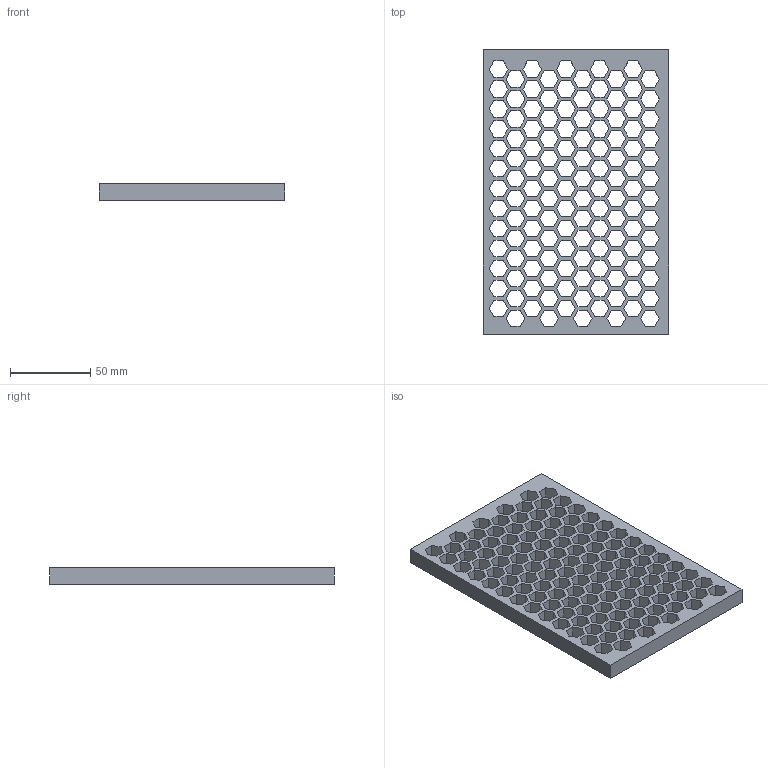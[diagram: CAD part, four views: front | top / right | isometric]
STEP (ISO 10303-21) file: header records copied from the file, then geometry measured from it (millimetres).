
FILE_DESCRIPTION(('FreeCAD Model'),'2;1');
FILE_NAME('Open CASCADE Shape Model','2025-04-27T03:53:19',('FreeCAD'),( 'FreeCAD'),'Open CASCADE STEP processor 7.6','FreeCAD','Unknown');
FILE_SCHEMA(('AUTOMOTIVE_DESIGN { 1 0 10303 214 1 1 1 1 }'));
Length unit declared in the file: millimetre
Products named in the file (1): Open CASCADE STEP translator 7.6 1
Bounding box: 115.65 x 177.12 x 10.16 mm (x, y, z)
Surface area: 70147.2 mm2 (no closed solid volume)
Topology: 0 solids, 786 shells, 786 faces, 4704 edges, 4704 vertices
Faces by surface type: bspline 786
Entity records: 41324 total; most frequent: CARTESIAN_POINT 17257, ORIENTED_EDGE 4704, EDGE_CURVE 4704, VERTEX_POINT 4704, B_SPLINE_CURVE_WITH_KNOTS 4704, FACE_BOUND 1046, EDGE_LOOP 1046, SHELL_BASED_SURFACE_MODEL 786
